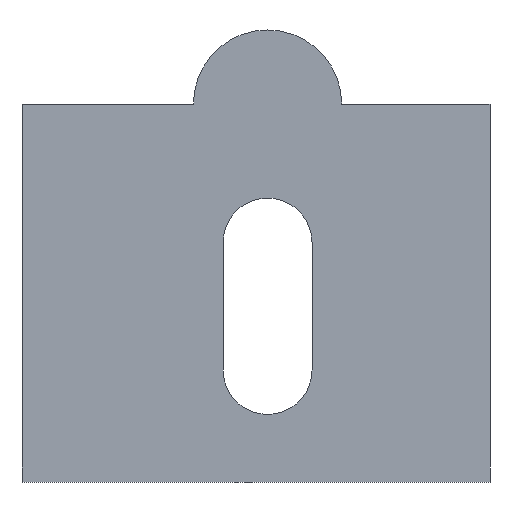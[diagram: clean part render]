
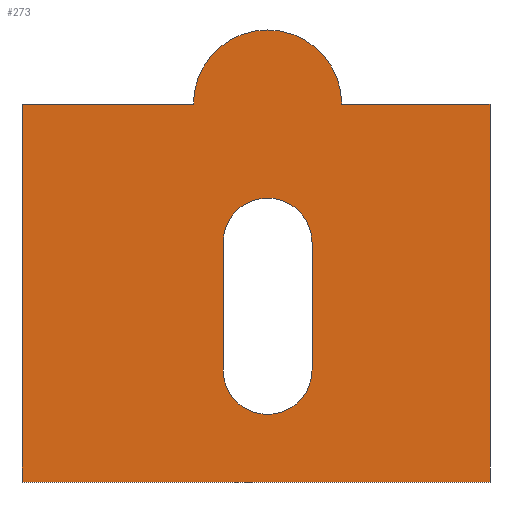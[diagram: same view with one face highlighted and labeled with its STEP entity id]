
A CAD part, front view. The second image highlights one B-rep face of the part: STEP entity #273.
In plain terms, the highlighted planar face has unit normal (0, -1, 0).
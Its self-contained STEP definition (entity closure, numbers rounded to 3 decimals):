
#2 = CARTESIAN_POINT ( 'NONE',  ( -4.509, 0., -14.703 ) ) ;
#6 = ORIENTED_EDGE ( 'NONE', *, *, #140, .T. ) ;
#12 = EDGE_LOOP ( 'NONE', ( #443, #460, #13, #227, #430, #248 ) ) ;
#13 = ORIENTED_EDGE ( 'NONE', *, *, #105, .F. ) ;
#14 = CARTESIAN_POINT ( 'NONE',  ( -40.385, 0., -34.7 ) ) ;
#19 = DIRECTION ( 'NONE',  ( -1., 0., 0. ) ) ;
#22 = CARTESIAN_POINT ( 'NONE',  ( 3.431, 0., 8.038 ) ) ;
#26 = VERTEX_POINT ( 'NONE', #87 ) ;
#43 = ORIENTED_EDGE ( 'NONE', *, *, #338, .T. ) ;
#49 = DIRECTION ( 'NONE',  ( 1., 0., 0. ) ) ;
#51 = DIRECTION ( 'NONE',  ( 0., 0., 1. ) ) ;
#54 = DIRECTION ( 'NONE',  ( 0., 1., 0. ) ) ;
#56 = AXIS2_PLACEMENT_3D ( 'NONE', #305, #204, #234 ) ;
#59 = CIRCLE ( 'NONE', #423, 7.94 ) ;
#65 = ORIENTED_EDGE ( 'NONE', *, *, #398, .T. ) ;
#67 = EDGE_CURVE ( 'NONE', #186, #269, #174, .T. ) ;
#68 = FACE_OUTER_BOUND ( 'NONE', #12, .T. ) ;
#87 = CARTESIAN_POINT ( 'NONE',  ( 43.129, 0., 32.739 ) ) ;
#90 = CARTESIAN_POINT ( 'NONE',  ( -40.385, 0., 32.739 ) ) ;
#100 = DIRECTION ( 'NONE',  ( 0., 1., 0. ) ) ;
#101 = EDGE_CURVE ( 'NONE', #333, #148, #107, .T. ) ;
#103 = LINE ( 'NONE', #352, #170 ) ;
#105 = EDGE_CURVE ( 'NONE', #26, #333, #364, .T. ) ;
#107 = LINE ( 'NONE', #462, #192 ) ;
#118 = AXIS2_PLACEMENT_3D ( 'NONE', #272, #100, #51 ) ;
#134 = DIRECTION ( 'NONE',  ( 0., 0., 1. ) ) ;
#135 = CARTESIAN_POINT ( 'NONE',  ( 11.37, 0., 8.038 ) ) ;
#140 = EDGE_CURVE ( 'NONE', #402, #186, #328, .T. ) ;
#143 = EDGE_LOOP ( 'NONE', ( #6, #472, #404, #43, #65 ) ) ;
#144 = VERTEX_POINT ( 'NONE', #425 ) ;
#147 = VERTEX_POINT ( 'NONE', #90 ) ;
#148 = VERTEX_POINT ( 'NONE', #350 ) ;
#163 = DIRECTION ( 'NONE',  ( 0., 0., 1. ) ) ;
#165 = AXIS2_PLACEMENT_3D ( 'NONE', #257, #331, #190 ) ;
#167 = CARTESIAN_POINT ( 'NONE',  ( 3.431, 0., 32.739 ) ) ;
#170 = VECTOR ( 'NONE', #49, 1000. ) ;
#173 = VECTOR ( 'NONE', #433, 1000. ) ;
#174 = CIRCLE ( 'NONE', #118, 7.94 ) ;
#178 = VECTOR ( 'NONE', #163, 1000. ) ;
#181 = EDGE_CURVE ( 'NONE', #144, #26, #103, .T. ) ;
#182 = CARTESIAN_POINT ( 'NONE',  ( 43.129, 0., -34.7 ) ) ;
#186 = VERTEX_POINT ( 'NONE', #309 ) ;
#190 = DIRECTION ( 'NONE',  ( 0., 0., 1. ) ) ;
#192 = VECTOR ( 'NONE', #19, 1000. ) ;
#200 = CARTESIAN_POINT ( 'NONE',  ( -9.802, 0., 32.739 ) ) ;
#204 = DIRECTION ( 'NONE',  ( 0., 1., 0. ) ) ;
#213 = LINE ( 'NONE', #424, #426 ) ;
#214 = VECTOR ( 'NONE', #356, 1000. ) ;
#219 = VERTEX_POINT ( 'NONE', #135 ) ;
#220 = VERTEX_POINT ( 'NONE', #200 ) ;
#227 = ORIENTED_EDGE ( 'NONE', *, *, #181, .F. ) ;
#228 = EDGE_CURVE ( 'NONE', #148, #147, #267, .T. ) ;
#234 = DIRECTION ( 'NONE',  ( 0., 0., 1. ) ) ;
#241 = PLANE ( 'NONE',  #287 ) ;
#243 = CARTESIAN_POINT ( 'NONE',  ( 43.129, 0., -34.7 ) ) ;
#248 = ORIENTED_EDGE ( 'NONE', *, *, #286, .F. ) ;
#257 = CARTESIAN_POINT ( 'NONE',  ( 3.431, 0., 32.739 ) ) ;
#258 = VECTOR ( 'NONE', #411, 1000. ) ;
#267 = LINE ( 'NONE', #14, #178 ) ;
#269 = VERTEX_POINT ( 'NONE', #428 ) ;
#272 = CARTESIAN_POINT ( 'NONE',  ( 3.431, 0., -14.703 ) ) ;
#273 = ADVANCED_FACE ( 'NONE', ( #68, #276 ), #241, .F. ) ;
#276 = FACE_BOUND ( 'NONE', #143, .T. ) ;
#277 = DIRECTION ( 'NONE',  ( 0., 1., 0. ) ) ;
#286 = EDGE_CURVE ( 'NONE', #147, #220, #401, .T. ) ;
#287 = AXIS2_PLACEMENT_3D ( 'NONE', #167, #54, #134 ) ;
#305 = CARTESIAN_POINT ( 'NONE',  ( 3.431, 0., -14.703 ) ) ;
#309 = CARTESIAN_POINT ( 'NONE',  ( 3.431, 0., -22.643 ) ) ;
#316 = EDGE_CURVE ( 'NONE', #269, #480, #449, .T. ) ;
#328 = CIRCLE ( 'NONE', #56, 7.94 ) ;
#331 = DIRECTION ( 'NONE',  ( 0., 1., 0. ) ) ;
#333 = VERTEX_POINT ( 'NONE', #182 ) ;
#338 = EDGE_CURVE ( 'NONE', #480, #219, #59, .T. ) ;
#350 = CARTESIAN_POINT ( 'NONE',  ( -40.385, 0., -34.7 ) ) ;
#352 = CARTESIAN_POINT ( 'NONE',  ( 16.664, 0., 32.739 ) ) ;
#356 = DIRECTION ( 'NONE',  ( 0., 0., -1. ) ) ;
#364 = LINE ( 'NONE', #243, #214 ) ;
#367 = CARTESIAN_POINT ( 'NONE',  ( 11.37, 0., -14.703 ) ) ;
#377 = EDGE_CURVE ( 'NONE', #220, #144, #446, .T. ) ;
#391 = CARTESIAN_POINT ( 'NONE',  ( -40.385, 0., 32.739 ) ) ;
#398 = EDGE_CURVE ( 'NONE', #219, #402, #213, .T. ) ;
#401 = LINE ( 'NONE', #391, #173 ) ;
#402 = VERTEX_POINT ( 'NONE', #367 ) ;
#404 = ORIENTED_EDGE ( 'NONE', *, *, #316, .T. ) ;
#410 = DIRECTION ( 'NONE',  ( 0., 0., -1. ) ) ;
#411 = DIRECTION ( 'NONE',  ( 0., 0., 1. ) ) ;
#412 = DIRECTION ( 'NONE',  ( 0., 0., 1. ) ) ;
#423 = AXIS2_PLACEMENT_3D ( 'NONE', #22, #277, #412 ) ;
#424 = CARTESIAN_POINT ( 'NONE',  ( 11.37, 0., -14.703 ) ) ;
#425 = CARTESIAN_POINT ( 'NONE',  ( 16.664, 0., 32.739 ) ) ;
#426 = VECTOR ( 'NONE', #410, 1000. ) ;
#428 = CARTESIAN_POINT ( 'NONE',  ( -4.509, 0., -14.703 ) ) ;
#430 = ORIENTED_EDGE ( 'NONE', *, *, #377, .F. ) ;
#433 = DIRECTION ( 'NONE',  ( 1., 0., 0. ) ) ;
#443 = ORIENTED_EDGE ( 'NONE', *, *, #228, .F. ) ;
#446 = CIRCLE ( 'NONE', #165, 13.233 ) ;
#449 = LINE ( 'NONE', #2, #258 ) ;
#460 = ORIENTED_EDGE ( 'NONE', *, *, #101, .F. ) ;
#461 = CARTESIAN_POINT ( 'NONE',  ( -4.509, 0., 8.038 ) ) ;
#462 = CARTESIAN_POINT ( 'NONE',  ( -40.385, 0., -34.7 ) ) ;
#472 = ORIENTED_EDGE ( 'NONE', *, *, #67, .T. ) ;
#480 = VERTEX_POINT ( 'NONE', #461 ) ;
